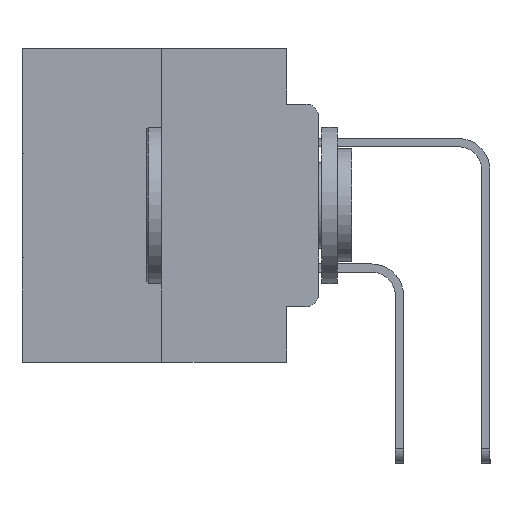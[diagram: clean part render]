
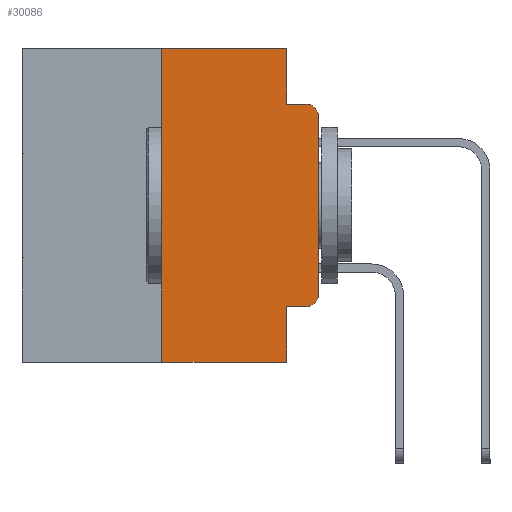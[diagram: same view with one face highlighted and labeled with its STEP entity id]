
A CAD part, left-side view. The second image highlights one B-rep face of the part: STEP entity #30086.
In plain terms, the highlighted planar face has unit normal (-1, 0, 0).
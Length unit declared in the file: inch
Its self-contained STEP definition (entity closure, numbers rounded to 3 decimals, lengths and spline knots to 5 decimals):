
#291 = VECTOR ( 'NONE', #27960, 39.37008 ) ;
#311 = DIRECTION ( 'NONE',  ( 0., 0., 1. ) ) ;
#429 = ORIENTED_EDGE ( 'NONE', *, *, #11713, .T. ) ;
#782 = ORIENTED_EDGE ( 'NONE', *, *, #4634, .F. ) ;
#920 = CARTESIAN_POINT ( 'NONE',  ( 0., 0.02, -0.1085 ) ) ;
#1675 = CARTESIAN_POINT ( 'NONE',  ( 0., 0.051, -0.0885 ) ) ;
#3254 = AXIS2_PLACEMENT_3D ( 'NONE', #13305, #29710, #15769 ) ;
#3348 = DIRECTION ( 'NONE',  ( 0., 0., -1. ) ) ;
#3918 = VECTOR ( 'NONE', #4442, 39.37008 ) ;
#3959 = VECTOR ( 'NONE', #10369, 39.37008 ) ;
#4442 = DIRECTION ( 'NONE',  ( 0., -1., 0. ) ) ;
#4634 = EDGE_CURVE ( 'NONE', #29904, #15780, #18750, .T. ) ;
#4674 = LINE ( 'NONE', #16552, #3918 ) ;
#4756 = VERTEX_POINT ( 'NONE', #16769 ) ;
#5542 = CARTESIAN_POINT ( 'NONE',  ( 0., 0., -0.1085 ) ) ;
#6084 = FACE_OUTER_BOUND ( 'NONE', #14442, .T. ) ;
#6834 = CARTESIAN_POINT ( 'NONE',  ( 0., 0.051, -0.4115 ) ) ;
#8323 = VERTEX_POINT ( 'NONE', #9422 ) ;
#8334 = CARTESIAN_POINT ( 'NONE',  ( 0., 0.473, 0. ) ) ;
#8887 = EDGE_CURVE ( 'NONE', #8944, #16925, #25578, .T. ) ;
#8944 = VERTEX_POINT ( 'NONE', #6834 ) ;
#9422 = CARTESIAN_POINT ( 'NONE',  ( 0., 0., -0.3915 ) ) ;
#9815 = VECTOR ( 'NONE', #12635, 39.37008 ) ;
#9995 = CIRCLE ( 'NONE', #18718, 0.02 ) ;
#10369 = DIRECTION ( 'NONE',  ( 0., 0., -1. ) ) ;
#10397 = LINE ( 'NONE', #29085, #3959 ) ;
#11016 = CARTESIAN_POINT ( 'NONE',  ( 0., 0.051, -0.0885 ) ) ;
#11713 = EDGE_CURVE ( 'NONE', #8944, #15367, #4674, .T. ) ;
#11756 = ORIENTED_EDGE ( 'NONE', *, *, #24946, .T. ) ;
#12142 = CIRCLE ( 'NONE', #15093, 0.02 ) ;
#12143 = ORIENTED_EDGE ( 'NONE', *, *, #18327, .T. ) ;
#12635 = DIRECTION ( 'NONE',  ( 0., -1., 0. ) ) ;
#13081 = VECTOR ( 'NONE', #23207, 39.37008 ) ;
#13220 = DIRECTION ( 'NONE',  ( -1., 0., 0. ) ) ;
#13305 = CARTESIAN_POINT ( 'NONE',  ( 0., 0.473, 0. ) ) ;
#13812 = CARTESIAN_POINT ( 'NONE',  ( 0., 0.02, -0.4115 ) ) ;
#13843 = VECTOR ( 'NONE', #23137, 39.37008 ) ;
#13881 = CARTESIAN_POINT ( 'NONE',  ( 0., 0., 0. ) ) ;
#14442 = EDGE_LOOP ( 'NONE', ( #15105, #18813, #20281, #27927, #18451, #782, #11756, #25001, #429, #12143 ) ) ;
#15093 = AXIS2_PLACEMENT_3D ( 'NONE', #27308, #13220, #29636 ) ;
#15105 = ORIENTED_EDGE ( 'NONE', *, *, #20925, .T. ) ;
#15367 = VERTEX_POINT ( 'NONE', #13812 ) ;
#15698 = CARTESIAN_POINT ( 'NONE',  ( 0., 0.25, 0. ) ) ;
#15722 = EDGE_CURVE ( 'NONE', #4756, #17726, #10397, .T. ) ;
#15769 = DIRECTION ( 'NONE',  ( 0., 0., -1. ) ) ;
#15780 = VERTEX_POINT ( 'NONE', #29375 ) ;
#16185 = LINE ( 'NONE', #24345, #9815 ) ;
#16320 = CARTESIAN_POINT ( 'NONE',  ( 0., 0.02, -0.0885 ) ) ;
#16552 = CARTESIAN_POINT ( 'NONE',  ( 0., 0.051, -0.4115 ) ) ;
#16769 = CARTESIAN_POINT ( 'NONE',  ( 0., 0.051, 0. ) ) ;
#16925 = VERTEX_POINT ( 'NONE', #24508 ) ;
#17726 = VERTEX_POINT ( 'NONE', #11016 ) ;
#17760 = DIRECTION ( 'NONE',  ( -1., 0., 0. ) ) ;
#18318 = EDGE_CURVE ( 'NONE', #15780, #4756, #18483, .T. ) ;
#18327 = EDGE_CURVE ( 'NONE', #15367, #8323, #12142, .T. ) ;
#18451 = ORIENTED_EDGE ( 'NONE', *, *, #18318, .F. ) ;
#18483 = LINE ( 'NONE', #8334, #25381 ) ;
#18718 = AXIS2_PLACEMENT_3D ( 'NONE', #920, #17760, #3348 ) ;
#18750 = LINE ( 'NONE', #15698, #30353 ) ;
#18813 = ORIENTED_EDGE ( 'NONE', *, *, #28202, .T. ) ;
#19456 = LINE ( 'NONE', #13881, #291 ) ;
#20281 = ORIENTED_EDGE ( 'NONE', *, *, #20868, .F. ) ;
#20868 = EDGE_CURVE ( 'NONE', #17726, #20941, #20893, .T. ) ;
#20893 = LINE ( 'NONE', #1675, #13843 ) ;
#20898 = CARTESIAN_POINT ( 'NONE',  ( 0., 0.051, 0. ) ) ;
#20925 = EDGE_CURVE ( 'NONE', #8323, #25621, #19456, .T. ) ;
#20941 = VERTEX_POINT ( 'NONE', #16320 ) ;
#22088 = CARTESIAN_POINT ( 'NONE',  ( 0., 0.25, -0.5 ) ) ;
#23137 = DIRECTION ( 'NONE',  ( 0., -1., 0. ) ) ;
#23207 = DIRECTION ( 'NONE',  ( 0., 0., -1. ) ) ;
#24345 = CARTESIAN_POINT ( 'NONE',  ( 0., 0.473, -0.5 ) ) ;
#24508 = CARTESIAN_POINT ( 'NONE',  ( 0., 0.051, -0.5 ) ) ;
#24849 = DIRECTION ( 'NONE',  ( 0., -1., 0. ) ) ;
#24946 = EDGE_CURVE ( 'NONE', #29904, #16925, #16185, .T. ) ;
#25001 = ORIENTED_EDGE ( 'NONE', *, *, #8887, .F. ) ;
#25381 = VECTOR ( 'NONE', #24849, 39.37008 ) ;
#25578 = LINE ( 'NONE', #20898, #13081 ) ;
#25621 = VERTEX_POINT ( 'NONE', #5542 ) ;
#27308 = CARTESIAN_POINT ( 'NONE',  ( 0., 0.02, -0.3915 ) ) ;
#27396 = PLANE ( 'NONE',  #3254 ) ;
#27927 = ORIENTED_EDGE ( 'NONE', *, *, #15722, .F. ) ;
#27960 = DIRECTION ( 'NONE',  ( 0., 0., 1. ) ) ;
#28202 = EDGE_CURVE ( 'NONE', #25621, #20941, #9995, .T. ) ;
#29085 = CARTESIAN_POINT ( 'NONE',  ( 0., 0.051, 0. ) ) ;
#29375 = CARTESIAN_POINT ( 'NONE',  ( 0., 0.25, 0. ) ) ;
#29636 = DIRECTION ( 'NONE',  ( 0., 0., -1. ) ) ;
#29710 = DIRECTION ( 'NONE',  ( 1., 0., 0. ) ) ;
#29904 = VERTEX_POINT ( 'NONE', #22088 ) ;
#30086 = ADVANCED_FACE ( 'NONE', ( #6084 ), #27396, .F. ) ;
#30353 = VECTOR ( 'NONE', #311, 39.37008 ) ;
